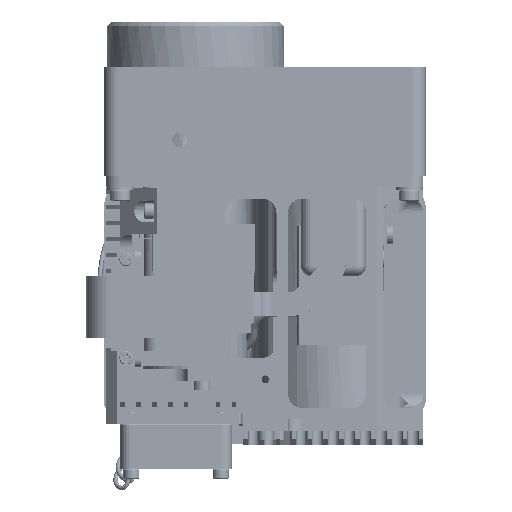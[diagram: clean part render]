
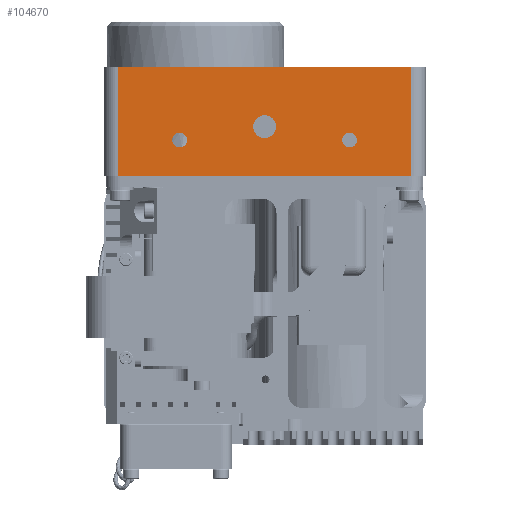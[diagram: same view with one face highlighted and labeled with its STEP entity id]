
A CAD part, front view. The second image highlights one B-rep face of the part: STEP entity #104670.
In plain terms, the highlighted planar face has unit normal (0, -1, 0).
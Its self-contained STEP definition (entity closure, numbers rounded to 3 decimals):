
#16555 = ORIENTED_EDGE ( 'NONE', *, *, #156004, .F. ) ;
#24876 = ORIENTED_EDGE ( 'NONE', *, *, #172420, .F. ) ;
#26655 = ORIENTED_EDGE ( 'NONE', *, *, #210530, .T. ) ;
#27339 = AXIS2_PLACEMENT_3D ( 'NONE', #78152, #224534, #134929 ) ;
#29896 = CARTESIAN_POINT ( 'NONE',  ( 201.627, -3.698, -160.001 ) ) ;
#30487 = ORIENTED_EDGE ( 'NONE', *, *, #212578, .F. ) ;
#37313 = VECTOR ( 'NONE', #219786, 1000. ) ;
#41458 = EDGE_LOOP ( 'NONE', ( #164246 ) ) ;
#42607 = FACE_BOUND ( 'NONE', #201048, .T. ) ;
#45797 = AXIS2_PLACEMENT_3D ( 'NONE', #115172, #153905, #135718 ) ;
#46590 = CARTESIAN_POINT ( 'NONE',  ( 201.627, -3.698, -135.591 ) ) ;
#46748 = EDGE_CURVE ( 'NONE', #219609, #65470, #55451, .T. ) ;
#50174 = VERTEX_POINT ( 'NONE', #53889 ) ;
#52093 = CARTESIAN_POINT ( 'NONE',  ( 237.004, -3.698, -149.001 ) ) ;
#53889 = CARTESIAN_POINT ( 'NONE',  ( 201.627, -3.698, -135.591 ) ) ;
#54337 = EDGE_LOOP ( 'NONE', ( #26655, #178705, #30487, #24876 ) ) ;
#55451 = LINE ( 'NONE', #132742, #124491 ) ;
#55878 = DIRECTION ( 'NONE',  ( 1., 0., 0. ) ) ;
#65470 = VERTEX_POINT ( 'NONE', #29896 ) ;
#75267 = FACE_BOUND ( 'NONE', #154713, .T. ) ;
#76481 = DIRECTION ( 'NONE',  ( 0., 1., 0. ) ) ;
#78152 = CARTESIAN_POINT ( 'NONE',  ( 253.452, -3.698, -152.001 ) ) ;
#80488 = CIRCLE ( 'NONE', #45797, 2.553 ) ;
#81427 = EDGE_CURVE ( 'NONE', #235338, #235338, #139314, .T. ) ;
#86564 = CARTESIAN_POINT ( 'NONE',  ( 255.102, -3.698, -152.001 ) ) ;
#90364 = LINE ( 'NONE', #145981, #37313 ) ;
#92150 = LINE ( 'NONE', #202226, #215635 ) ;
#92955 = CARTESIAN_POINT ( 'NONE',  ( 267.277, -3.698, -160.001 ) ) ;
#104670 = ADVANCED_FACE ( 'NONE', ( #42607, #75267, #168415, #150276 ), #169609, .F. ) ;
#110883 = EDGE_CURVE ( 'NONE', #157683, #157683, #173942, .T. ) ;
#115172 = CARTESIAN_POINT ( 'NONE',  ( 234.452, -3.698, -149.001 ) ) ;
#124491 = VECTOR ( 'NONE', #146146, 1000. ) ;
#129568 = VECTOR ( 'NONE', #191756, 1000. ) ;
#132742 = CARTESIAN_POINT ( 'NONE',  ( 267.277, -3.698, -160.001 ) ) ;
#134929 = DIRECTION ( 'NONE',  ( 1., 0., 0. ) ) ;
#135718 = DIRECTION ( 'NONE',  ( 1., 0., 0. ) ) ;
#139314 = CIRCLE ( 'NONE', #27339, 1.65 ) ;
#145981 = CARTESIAN_POINT ( 'NONE',  ( 201.627, -3.698, -135.591 ) ) ;
#146146 = DIRECTION ( 'NONE',  ( -1., 0., 0. ) ) ;
#150276 = FACE_OUTER_BOUND ( 'NONE', #54337, .T. ) ;
#152668 = DIRECTION ( 'NONE',  ( -1., 0., 0. ) ) ;
#153905 = DIRECTION ( 'NONE',  ( 0., -1., 0. ) ) ;
#154713 = EDGE_LOOP ( 'NONE', ( #208039 ) ) ;
#156004 = EDGE_CURVE ( 'NONE', #218987, #218987, #80488, .T. ) ;
#157683 = VERTEX_POINT ( 'NONE', #191612 ) ;
#164246 = ORIENTED_EDGE ( 'NONE', *, *, #110883, .F. ) ;
#168415 = FACE_BOUND ( 'NONE', #41458, .T. ) ;
#169609 = PLANE ( 'NONE',  #216248 ) ;
#172420 = EDGE_CURVE ( 'NONE', #50174, #188771, #213476, .T. ) ;
#173942 = CIRCLE ( 'NONE', #224016, 1.65 ) ;
#178705 = ORIENTED_EDGE ( 'NONE', *, *, #46748, .F. ) ;
#188771 = VERTEX_POINT ( 'NONE', #235420 ) ;
#191612 = CARTESIAN_POINT ( 'NONE',  ( 217.102, -3.698, -152.001 ) ) ;
#191756 = DIRECTION ( 'NONE',  ( 1., 0., 0. ) ) ;
#201048 = EDGE_LOOP ( 'NONE', ( #16555 ) ) ;
#202226 = CARTESIAN_POINT ( 'NONE',  ( 267.277, -3.698, -135.591 ) ) ;
#202239 = CARTESIAN_POINT ( 'NONE',  ( 215.452, -3.698, -152.001 ) ) ;
#203440 = DIRECTION ( 'NONE',  ( 0., -1., 0. ) ) ;
#208039 = ORIENTED_EDGE ( 'NONE', *, *, #81427, .F. ) ;
#210530 = EDGE_CURVE ( 'NONE', #50174, #65470, #90364, .T. ) ;
#212578 = EDGE_CURVE ( 'NONE', #188771, #219609, #92150, .T. ) ;
#213476 = LINE ( 'NONE', #46590, #129568 ) ;
#215635 = VECTOR ( 'NONE', #236157, 1000. ) ;
#216248 = AXIS2_PLACEMENT_3D ( 'NONE', #226442, #76481, #152668 ) ;
#218987 = VERTEX_POINT ( 'NONE', #52093 ) ;
#219609 = VERTEX_POINT ( 'NONE', #92955 ) ;
#219786 = DIRECTION ( 'NONE',  ( 0., 0., -1. ) ) ;
#224016 = AXIS2_PLACEMENT_3D ( 'NONE', #202239, #203440, #55878 ) ;
#224534 = DIRECTION ( 'NONE',  ( 0., -1., 0. ) ) ;
#226442 = CARTESIAN_POINT ( 'NONE',  ( 201.627, -3.698, -135.591 ) ) ;
#235338 = VERTEX_POINT ( 'NONE', #86564 ) ;
#235420 = CARTESIAN_POINT ( 'NONE',  ( 267.277, -3.698, -135.591 ) ) ;
#236157 = DIRECTION ( 'NONE',  ( 0., 0., -1. ) ) ;
